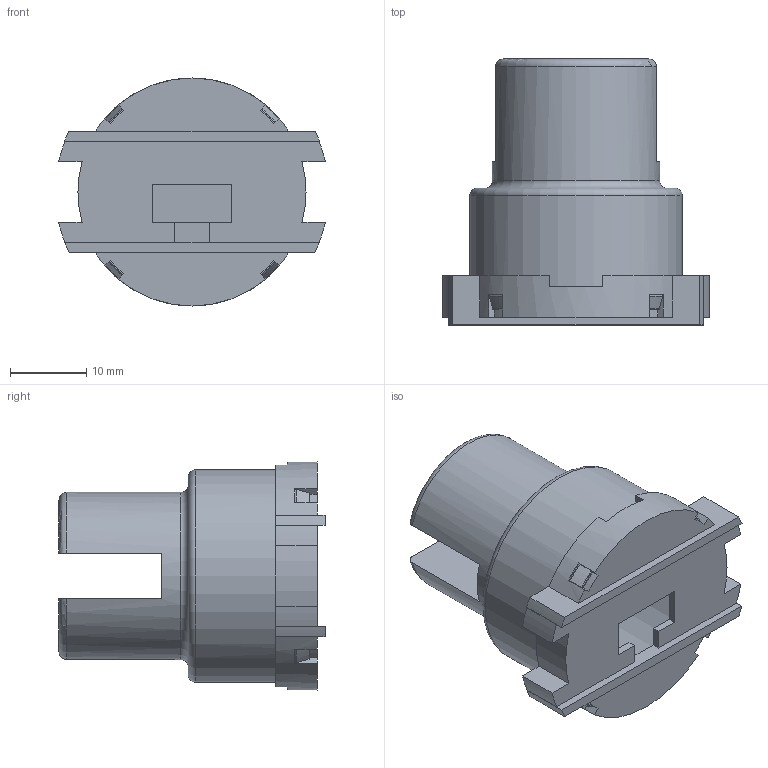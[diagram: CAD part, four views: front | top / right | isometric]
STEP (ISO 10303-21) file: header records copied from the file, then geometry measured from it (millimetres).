
FILE_DESCRIPTION(/* description */ ('','CAx-IF Rec.Pracs.---Representation and Presentation of Product Manufacturing Information (PMI)---4.0---2014-10-13'),/* implementation_level */ '2;1');
FILE_NAME(/* name */ 'Amphenol_TSD-10.step',/* time_stamp */ '2025-02-05T10:00:42-05:00',/* author */ (''),/* organization */ (''),/* preprocessor_version */ 'ST-DEVELOPER v20',/* originating_system */ 'Autodesk Translation Framework v13.20.0.188',/* authorisation */ '');
FILE_SCHEMA (('AP242_MANAGED_MODEL_BASED_3D_ENGINEERING_MIM_LF { 1 0 10303 442 1 1 4 }'));
Length unit declared in the file: millimetre
Products named in the file (2): Amphenol_TST-10; Amphenol_TST-10_Base v1
Assembly tree (1 placements, depth 2):
  Amphenol_TST-10
    Amphenol_TST-10_Base v1
Bounding box: 35.1 x 35 x 30 mm (x, y, z)
Volume: 4727 mm3; surface area: 9220.8 mm2
Topology: 2 solids, 2 shells, 105 faces, 313 edges, 206 vertices
Faces by surface type: plane 66, cylinder 21, torus 14, cone 4
Full cylindrical faces by diameter (mm): 20 x1, 22 x1, 26 x1, 28 x2
Entity records: 3687 total; most frequent: CARTESIAN_POINT 663, DIRECTION 653, ORIENTED_EDGE 626, EDGE_CURVE 313, AXIS2_PLACEMENT_3D 236, VERTEX_POINT 206, LINE 181, VECTOR 181
